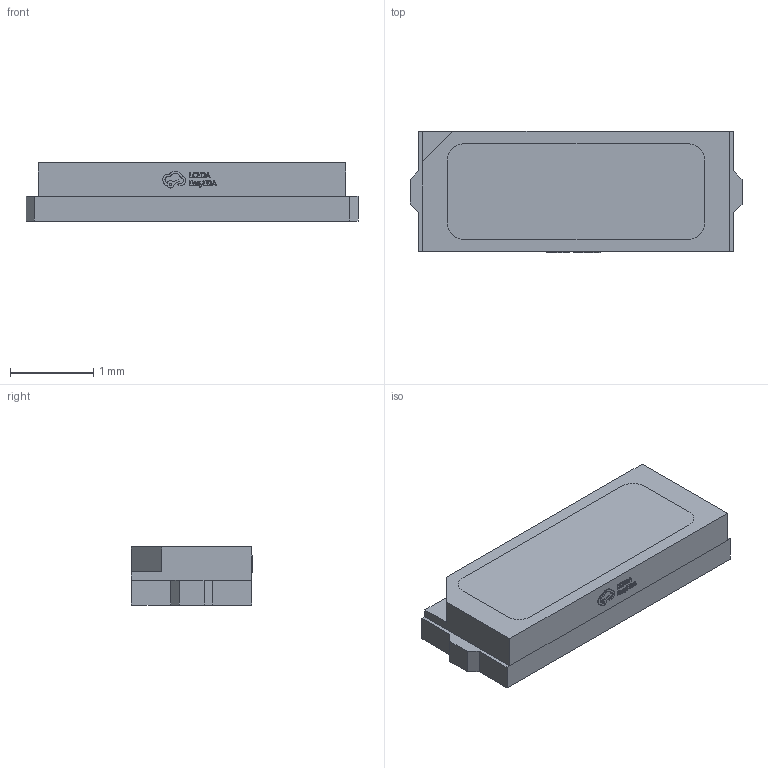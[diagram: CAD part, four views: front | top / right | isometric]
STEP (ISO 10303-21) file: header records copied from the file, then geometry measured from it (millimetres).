
FILE_DESCRIPTION (( 'STEP AP214' ), '1' );
FILE_NAME ('LED-SMD_L4.0-W1.50-H0.7_HL-A-4014H421W-S1-HR3-DM-HL.step', '2022-07-08T12:58:38', ( '' ), ( '' ), 'SwSTEP 2.0', 'SolidWorks 2020', '' );
FILE_SCHEMA (( 'AUTOMOTIVE_DESIGN' ));
Length unit declared in the file: millimetre
Products named in the file (1): LED-SMD_L4.0-W1.50-H0.7_HL-A-4014H421W-S1-HR3-DM-HL
Bounding box: 4 x 1.46 x 0.7 mm (x, y, z)
Volume: 3.8 mm3; surface area: 18.5 mm2
Topology: 1 solids, 1 shells, 256 faces, 757 edges, 530 vertices
Faces by surface type: plane 158, bspline 98
Entity records: 11894 total; most frequent: CARTESIAN_POINT 3046, ORIENTED_EDGE 1514, DIRECTION 865, EDGE_CURVE 757, VECTOR 539, LINE 539, VERTEX_POINT 530, EDGE_LOOP 283
